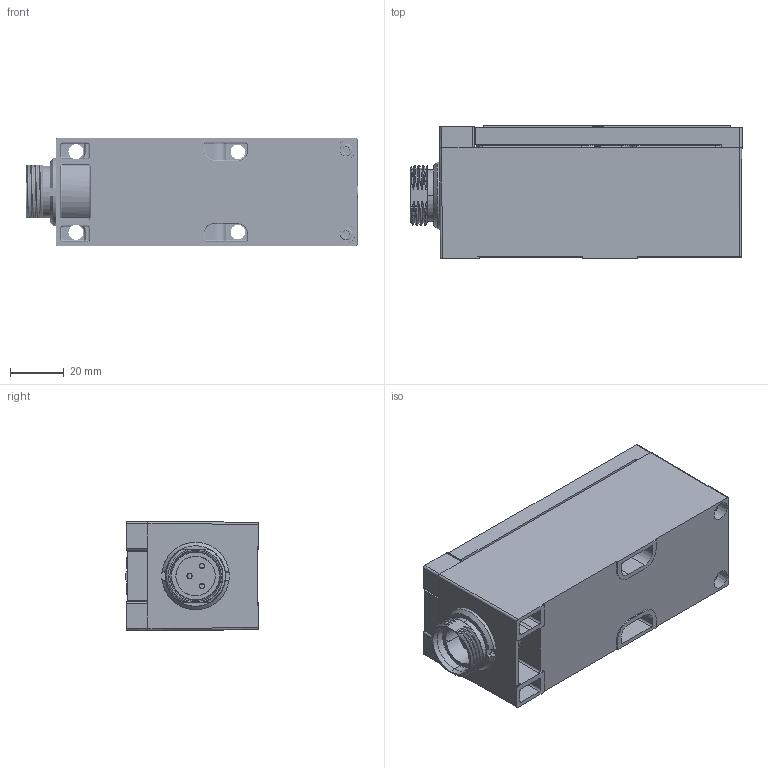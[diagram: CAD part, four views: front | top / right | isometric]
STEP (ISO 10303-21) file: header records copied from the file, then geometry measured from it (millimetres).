
FILE_DESCRIPTION((''),'2;1');
FILE_NAME('214916_ASM','2019-10-29T13:33:41',('pdmadmin'),('BANNER ENGINEERING'),'CREO PARAMETRIC BY PTC INC, 2018300','CREO PARAMETRIC BY PTC INC, 2018300','');
FILE_SCHEMA(('CONFIG_CONTROL_DESIGN'));
Length unit declared in the file: inch
Products named in the file (13): 38354_AF0; 62332_AF0; 08278_AF0; 08280_AF0; 08280_AF1; 08280_AF2; 119591_AF0_ASM; 34706_AF0_ASM; 15434; MCMASTER_92196A033; MCMASTER_92196A108; 214916_QD_COVER; 214916_ASM
Assembly tree (16 placements, depth 4):
  214916_ASM
    34706_AF0_ASM
      38354_AF0
      62332_AF0
      119591_AF0_ASM
        08278_AF0
        08280_AF0
        08280_AF1
        08280_AF2
    15434
    MCMASTER_92196A033  x2
    MCMASTER_92196A108  x4
    214916_QD_COVER
Bounding box: 123.24 x 49.36 x 40.34 mm (x, y, z)
Volume: 83642.3 mm3; surface area: 60154 mm2
Topology: 14 solids, 15 shells, 1532 faces, 4161 edges, 2697 vertices
Faces by surface type: cylinder 947, plane 299, cone 170, bspline 102, torus 8, sphere 6
Entity records: 68394 total; most frequent: CARTESIAN_POINT 44879, ORIENTED_EDGE 5330, DIRECTION 4081, EDGE_CURVE 2667, VERTEX_POINT 1725, AXIS2_PLACEMENT_3D 1447, VECTOR 1187, LINE 1187
